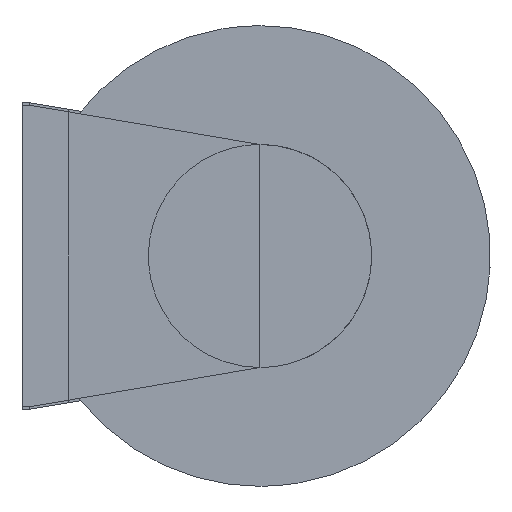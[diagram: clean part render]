
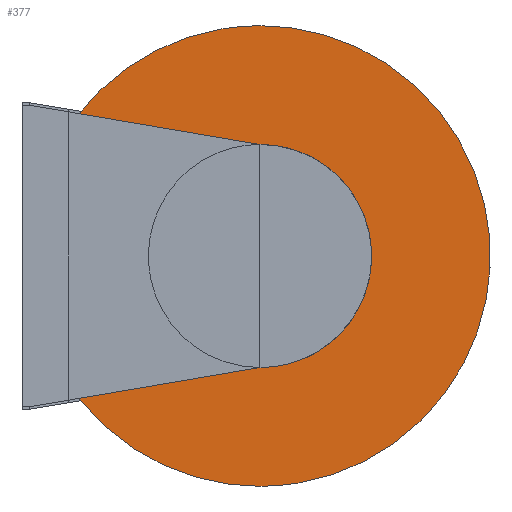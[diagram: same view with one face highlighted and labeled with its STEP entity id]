
A CAD part, left-side view. The second image highlights one B-rep face of the part: STEP entity #377.
In plain terms, the highlighted free-form (B-spline) face has degree [1, 1] with [2, 2] control points.
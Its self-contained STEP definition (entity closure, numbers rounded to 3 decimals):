
#69 = EDGE_CURVE('',#70,#72,#74,.T.);
#70 = VERTEX_POINT('',#71);
#71 = CARTESIAN_POINT('',(0.,0.,43.774));
#72 = VERTEX_POINT('',#73);
#73 = CARTESIAN_POINT('',(0.,0.,-43.774));
#74 = ( BOUNDED_CURVE() B_SPLINE_CURVE(2,(#75,#76,#77,#78,#79),
.UNSPECIFIED.,.F.,.F.) B_SPLINE_CURVE_WITH_KNOTS((3,2,3),(0.,
1.571,3.142),.PIECEWISE_BEZIER_KNOTS.) CURVE() 
GEOMETRIC_REPRESENTATION_ITEM() RATIONAL_B_SPLINE_CURVE((1.,
0.707,1.,0.707,1.)) REPRESENTATION_ITEM('') );
#75 = CARTESIAN_POINT('',(0.,0.,43.774));
#76 = CARTESIAN_POINT('',(0.,43.774,43.774));
#77 = CARTESIAN_POINT('',(0.,43.774,0.));
#78 = CARTESIAN_POINT('',(0.,43.774,-43.774));
#79 = CARTESIAN_POINT('',(0.,0.,-43.774));
#130 = VERTEX_POINT('',#131);
#131 = CARTESIAN_POINT('',(0.,0.,-90.375));
#136 = EDGE_CURVE('',#130,#137,#139,.T.);
#137 = VERTEX_POINT('',#138);
#138 = CARTESIAN_POINT('',(0.,0.,90.375));
#139 = ( BOUNDED_CURVE() B_SPLINE_CURVE(2,(#140,#141,#142,#143,#144),
.UNSPECIFIED.,.F.,.F.) B_SPLINE_CURVE_WITH_KNOTS((3,2,3),(0.,
1.571,3.142),.PIECEWISE_BEZIER_KNOTS.) CURVE() 
GEOMETRIC_REPRESENTATION_ITEM() RATIONAL_B_SPLINE_CURVE((1.,
0.707,1.,0.707,1.)) REPRESENTATION_ITEM('') );
#140 = CARTESIAN_POINT('',(0.,0.,-90.375));
#141 = CARTESIAN_POINT('',(0.,90.375,-90.375));
#142 = CARTESIAN_POINT('',(0.,90.375,0.));
#143 = CARTESIAN_POINT('',(0.,90.375,90.375));
#144 = CARTESIAN_POINT('',(0.,0.,90.375));
#338 = EDGE_CURVE('',#137,#130,#339,.T.);
#339 = ( BOUNDED_CURVE() B_SPLINE_CURVE(2,(#340,#341,#342,#343,#344),
.UNSPECIFIED.,.F.,.F.) B_SPLINE_CURVE_WITH_KNOTS((3,2,3),(3.142,
4.712,6.283),.PIECEWISE_BEZIER_KNOTS.) CURVE() 
GEOMETRIC_REPRESENTATION_ITEM() RATIONAL_B_SPLINE_CURVE((1.,
0.707,1.,0.707,1.)) REPRESENTATION_ITEM('') );
#340 = CARTESIAN_POINT('',(0.,0.,90.375));
#341 = CARTESIAN_POINT('',(0.,-90.375,90.375));
#342 = CARTESIAN_POINT('',(0.,-90.375,0.));
#343 = CARTESIAN_POINT('',(0.,-90.375,-90.375));
#344 = CARTESIAN_POINT('',(0.,0.,-90.375));
#377 = ADVANCED_FACE('',(#378,#389),#393,.F.);
#378 = FACE_BOUND('',#379,.T.);
#379 = EDGE_LOOP('',(#380,#381));
#380 = ORIENTED_EDGE('',*,*,#69,.F.);
#381 = ORIENTED_EDGE('',*,*,#382,.F.);
#382 = EDGE_CURVE('',#72,#70,#383,.T.);
#383 = ( BOUNDED_CURVE() B_SPLINE_CURVE(2,(#384,#385,#386,#387,#388),
.UNSPECIFIED.,.F.,.F.) B_SPLINE_CURVE_WITH_KNOTS((3,2,3),(3.142,
4.712,6.283),.PIECEWISE_BEZIER_KNOTS.) CURVE() 
GEOMETRIC_REPRESENTATION_ITEM() RATIONAL_B_SPLINE_CURVE((1.,
0.707,1.,0.707,1.)) REPRESENTATION_ITEM('') );
#384 = CARTESIAN_POINT('',(0.,0.,-43.774));
#385 = CARTESIAN_POINT('',(0.,-43.774,-43.774));
#386 = CARTESIAN_POINT('',(0.,-43.774,0.));
#387 = CARTESIAN_POINT('',(0.,-43.774,43.774));
#388 = CARTESIAN_POINT('',(0.,0.,43.774));
#389 = FACE_BOUND('',#390,.T.);
#390 = EDGE_LOOP('',(#391,#392));
#391 = ORIENTED_EDGE('',*,*,#338,.F.);
#392 = ORIENTED_EDGE('',*,*,#136,.F.);
#393 = B_SPLINE_SURFACE_WITH_KNOTS('',1,1,(
    (#394,#395)
    ,(#396,#397
    )),.UNSPECIFIED.,.F.,.F.,.F.,(2,2),(2,2),(-76.39,76.39),(-76.39,
    76.39),.PIECEWISE_BEZIER_KNOTS.);
#394 = CARTESIAN_POINT('',(0.,-90.375,90.375));
#395 = CARTESIAN_POINT('',(0.,90.375,90.375));
#396 = CARTESIAN_POINT('',(0.,-90.375,-90.375));
#397 = CARTESIAN_POINT('',(0.,90.375,-90.375));
